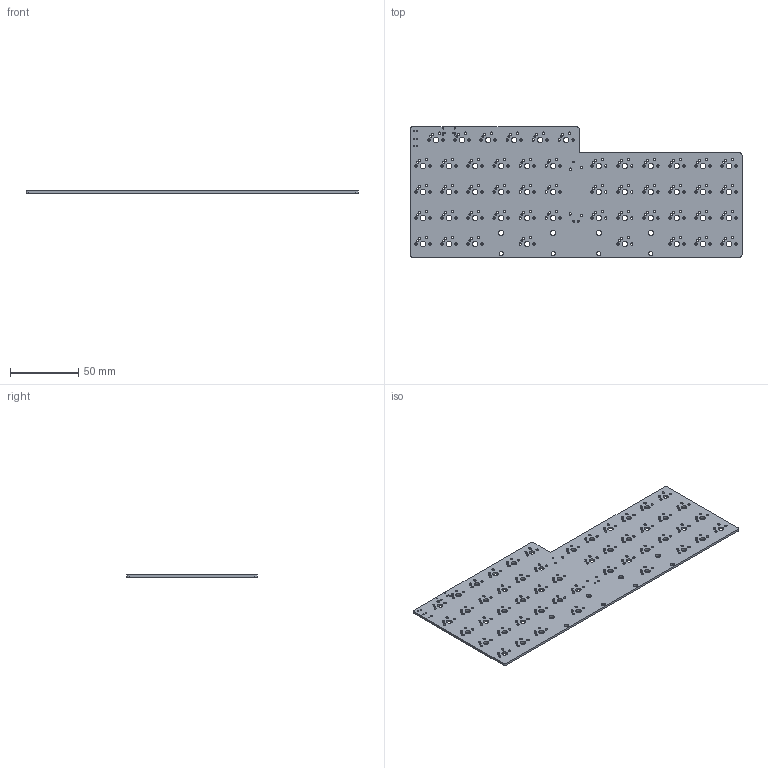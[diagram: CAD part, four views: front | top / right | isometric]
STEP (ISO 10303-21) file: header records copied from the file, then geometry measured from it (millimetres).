
FILE_DESCRIPTION(('KiCad electronic assembly'),'2;1');
FILE_NAME('V4N4G0RTH0N.step','2023-03-24T12:55:23',('An Author'),( 'A Company'),'Open CASCADE STEP processor 6.9', 'KiCad to STEP converter','Unknown');
FILE_SCHEMA(('AUTOMOTIVE_DESIGN { 1 0 10303 214 1 1 1 1 }'));
Length unit declared in the file: millimetre
Products named in the file (2): Open CASCADE STEP translator 6.9 1; COMPOUND
Assembly tree (1 placements, depth 2):
  Open CASCADE STEP translator 6.9 1
    COMPOUND
Bounding box: 242.89 x 95.25 x 1.6 mm (x, y, z)
Volume: 31366 mm3; surface area: 43620.3 mm2
Topology: 1 solids, 1 shells, 504 faces, 1506 edges, 1004 vertices
Faces by surface type: cylinder 486, plane 18
Full cylindrical faces by diameter (mm): 0.65 x2, 0.9 x6, 1.2 x3, 1.47 x100, 1.7 x4, 1.75 x100, 3.048 x4, 3.988 x54
Entity records: 38295 total; most frequent: DIRECTION 6302, CARTESIAN_POINT 6228, ORIENTED_EDGE 3012, PCURVE 3012, DEFINITIONAL_REPRESENTATION 3012, LINE 2374, VECTOR 2374, CIRCLE 1944
